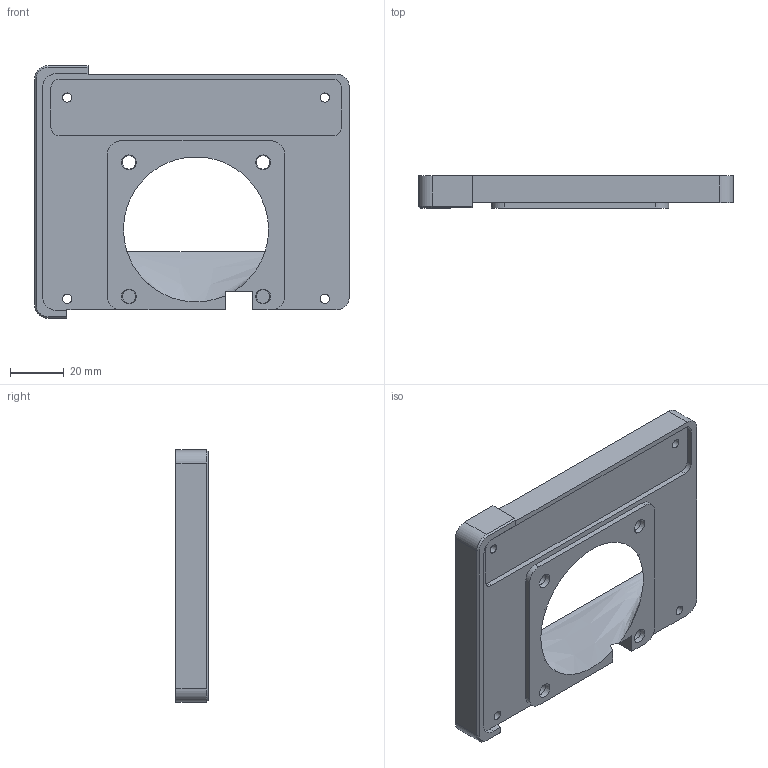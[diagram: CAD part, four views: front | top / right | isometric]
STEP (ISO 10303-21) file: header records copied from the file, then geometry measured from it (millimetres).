
FILE_DESCRIPTION(/* description */ (''),/* implementation_level */ '2;1');
FILE_NAME(/* name */ 'fan_mount.step',/* time_stamp */ '2022-09-24T13:32:52-07:00',/* author */ (''),/* organization */ (''),/* preprocessor_version */ 'ST-DEVELOPER v19',/* originating_system */ 'Autodesk Translation Framework v11.7.0.108',/* authorisation */ '');
FILE_SCHEMA (('AUTOMOTIVE_DESIGN { 1 0 10303 214 3 1 1 }'));
Length unit declared in the file: millimetre
Products named in the file (1): fan_mount (1)
Bounding box: 117.3 x 12 x 94.1 mm (x, y, z)
Volume: 64639.6 mm3; surface area: 25762.4 mm2
Topology: 1 solids, 1 shells, 72 faces, 196 edges, 128 vertices
Faces by surface type: plane 36, cylinder 26, cone 6, bspline 4
Full cylindrical faces by diameter (mm): 3.4 x4, 5 x4
Entity records: 2533 total; most frequent: CARTESIAN_POINT 640, ORIENTED_EDGE 392, DIRECTION 371, EDGE_CURVE 196, VERTEX_POINT 128, AXIS2_PLACEMENT_3D 125, LINE 121, VECTOR 121
